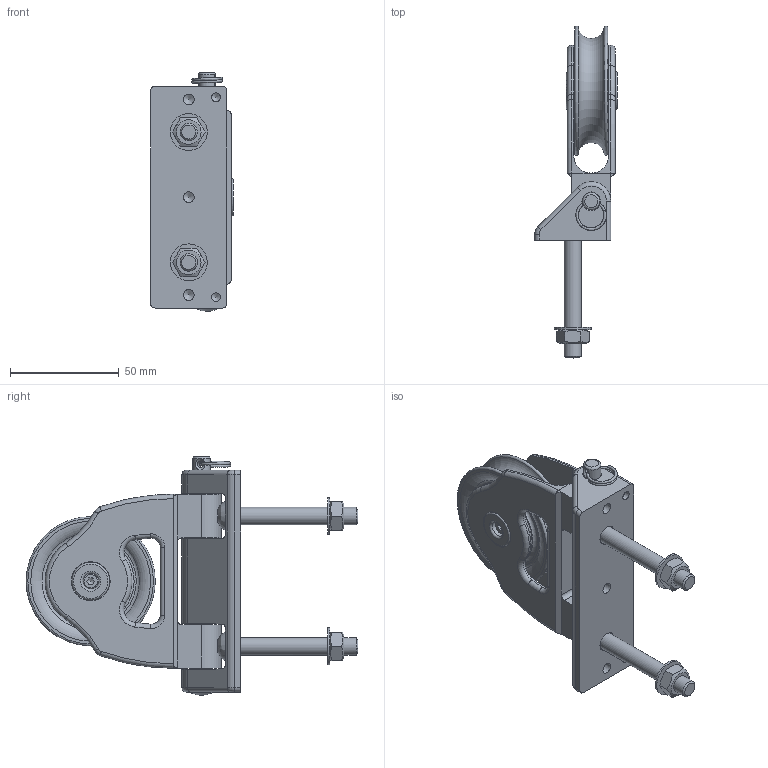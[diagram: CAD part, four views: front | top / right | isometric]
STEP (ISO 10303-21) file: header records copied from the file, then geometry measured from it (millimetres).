
FILE_DESCRIPTION(/* description */ (''),/* implementation_level */ '2;1');
FILE_NAME(/* name */ '00619 Stp.stp',/* time_stamp */ '2021-12-14T14:55:48+01:00',/* author */ ('lucade'),/* organization */ (''),/* preprocessor_version */ 'ST-DEVELOPER v18.1',/* originating_system */ 'Autodesk Inventor 2021',/* authorisation */ '');
FILE_SCHEMA (('AUTOMOTIVE_DESIGN { 1 0 10303 214 3 1 1 }'));
Length unit declared in the file: millimetre
Products named in the file (1): 01619 Stp
Bounding box: 38 x 152.75 x 109.8 mm (x, y, z)
Volume: 120777.1 mm3; surface area: 55072 mm2
Topology: 2 solids, 2 shells, 386 faces, 952 edges, 599 vertices
Faces by surface type: plane 125, cylinder 117, torus 96, cone 35, bspline 12, sphere 1
Full cylindrical faces by diameter (mm): 3 x1, 4 x2, 4.05 x2, 4.2 x2, 4.5 x1, 5 x3, 6.5 x1, 7 x1, 7.1 x1, 7.3 x1, 8 x5, 8.2 x7, 8.4 x3, 8.6 x2, 11.8 x2, 12 x3, 14 x2, 14.2 x2, 15 x2, 17 x2, 17.3 x2, 17.5 x1, 20 x2, 26.6 x2, 33.4 x2, 37 x2
Entity records: 12887 total; most frequent: CARTESIAN_POINT 3617, DIRECTION 2080, ORIENTED_EDGE 1888, EDGE_CURVE 944, AXIS2_PLACEMENT_3D 894, VERTEX_POINT 599, CIRCLE 511, EDGE_LOOP 444
